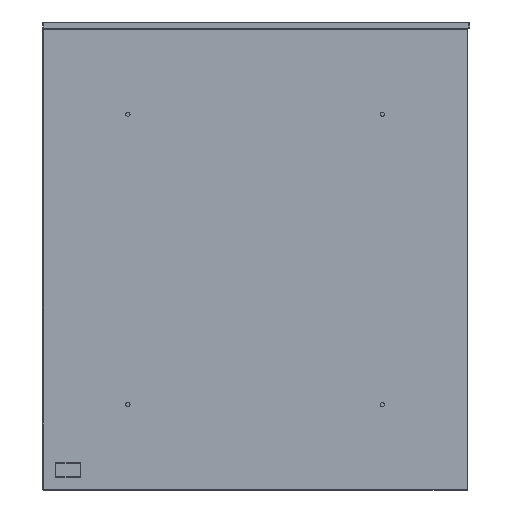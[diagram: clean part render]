
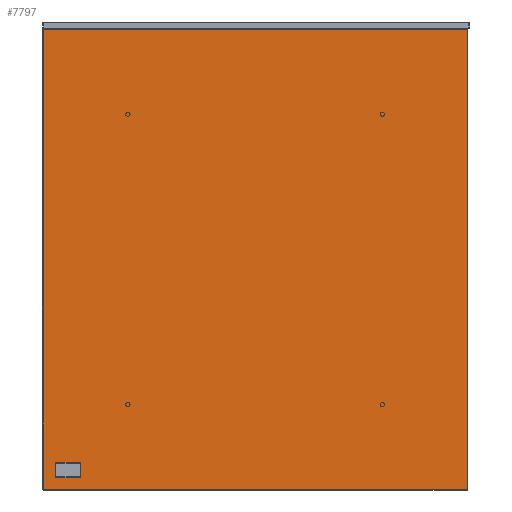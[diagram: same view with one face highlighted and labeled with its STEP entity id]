
A CAD part, left-side view. The second image highlights one B-rep face of the part: STEP entity #7797.
In plain terms, the highlighted planar face has unit normal (-1, 0, 0).
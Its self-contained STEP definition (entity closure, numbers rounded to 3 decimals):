
#7535=CARTESIAN_POINT('',(-1420.943,3185.176,1.131));
#7536=VERTEX_POINT('',#7535);
#7537=CARTESIAN_POINT('',(-1420.943,3185.176,538.869));
#7538=VERTEX_POINT('',#7537);
#7539=CARTESIAN_POINT('',(-1420.943,3185.176,1.131));
#7540=DIRECTION('',(0.0,0.0,1.0));
#7541=VECTOR('',#7540,537.737);
#7542=LINE('',#7539,#7541);
#7543=EDGE_CURVE('',#7536,#7538,#7542,.T.);
#7566=CARTESIAN_POINT('',(-1420.943,3184.845,539.2));
#7567=VERTEX_POINT('',#7566);
#7568=CARTESIAN_POINT('',(-1420.943,3185.176,538.869));
#7569=DIRECTION('',(0.0,-0.707,0.707));
#7570=VECTOR('',#7569,0.469);
#7571=LINE('',#7568,#7570);
#7572=EDGE_CURVE('',#7538,#7567,#7571,.T.);
#7590=CARTESIAN_POINT('',(-1420.943,2689.107,539.2));
#7591=VERTEX_POINT('',#7590);
#7592=CARTESIAN_POINT('',(-1420.943,3184.845,539.2));
#7593=DIRECTION('',(0.0,-1.0,0.0));
#7594=VECTOR('',#7593,495.737);
#7595=LINE('',#7592,#7594);
#7596=EDGE_CURVE('',#7567,#7591,#7595,.T.);
#7623=CARTESIAN_POINT('',(-1420.943,2688.776,538.869));
#7624=VERTEX_POINT('',#7623);
#7625=CARTESIAN_POINT('',(-1420.943,2689.107,539.2));
#7626=DIRECTION('',(0.0,-0.707,-0.707));
#7627=VECTOR('',#7626,0.469);
#7628=LINE('',#7625,#7627);
#7629=EDGE_CURVE('',#7591,#7624,#7628,.T.);
#7654=CARTESIAN_POINT('',(-1420.943,2688.776,1.131));
#7655=VERTEX_POINT('',#7654);
#7656=CARTESIAN_POINT('',(-1420.943,2688.776,538.869));
#7657=DIRECTION('',(0.0,0.0,-1.0));
#7658=VECTOR('',#7657,537.737);
#7659=LINE('',#7656,#7658);
#7660=EDGE_CURVE('',#7624,#7655,#7659,.T.);
#7685=CARTESIAN_POINT('',(-1420.943,2689.107,0.8));
#7686=VERTEX_POINT('',#7685);
#7687=CARTESIAN_POINT('',(-1420.943,2688.776,1.131));
#7688=DIRECTION('',(0.0,0.707,-0.707));
#7689=VECTOR('',#7688,0.469);
#7690=LINE('',#7687,#7689);
#7691=EDGE_CURVE('',#7655,#7686,#7690,.T.);
#7714=CARTESIAN_POINT('',(-1420.943,3184.845,0.8));
#7715=VERTEX_POINT('',#7714);
#7716=CARTESIAN_POINT('',(-1420.943,2689.107,0.8));
#7717=DIRECTION('',(0.0,1.0,0.0));
#7718=VECTOR('',#7717,495.737);
#7719=LINE('',#7716,#7718);
#7720=EDGE_CURVE('',#7686,#7715,#7719,.T.);
#7738=CARTESIAN_POINT('',(-1420.943,3184.845,0.8));
#7739=DIRECTION('',(0.0,0.707,0.707));
#7740=VECTOR('',#7739,0.469);
#7741=LINE('',#7738,#7740);
#7742=EDGE_CURVE('',#7715,#7536,#7741,.T.);
#7782=CARTESIAN_POINT('',(-1420.943,2936.976,0.799));
#7783=DIRECTION('',(-1.0,0.0,0.0));
#7784=DIRECTION('',(0.0,0.0,1.0));
#7785=AXIS2_PLACEMENT_3D('',#7782,#7783,#7784);
#7786=PLANE('',#7785);
#7787=ORIENTED_EDGE('',*,*,#7543,.F.);
#7788=ORIENTED_EDGE('',*,*,#7742,.F.);
#7789=ORIENTED_EDGE('',*,*,#7720,.F.);
#7790=ORIENTED_EDGE('',*,*,#7691,.F.);
#7791=ORIENTED_EDGE('',*,*,#7660,.F.);
#7792=ORIENTED_EDGE('',*,*,#7629,.F.);
#7793=ORIENTED_EDGE('',*,*,#7596,.F.);
#7794=ORIENTED_EDGE('',*,*,#7572,.F.);
#7795=EDGE_LOOP('',(#7787,#7788,#7789,#7790,#7791,#7792,#7793,#7794));
#7796=FACE_OUTER_BOUND('',#7795,.T.);
#7797=ADVANCED_FACE('',(#7796),#7786,.T.);
